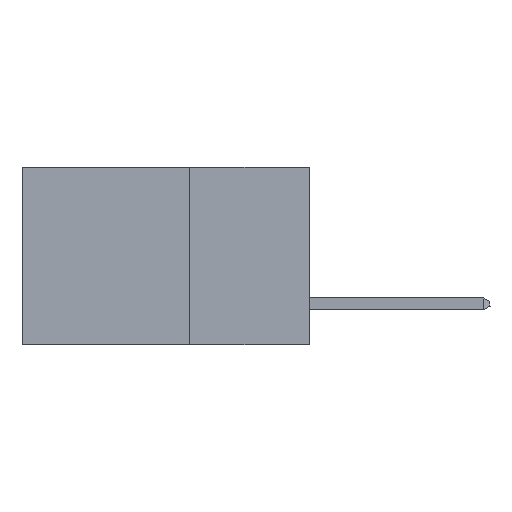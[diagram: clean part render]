
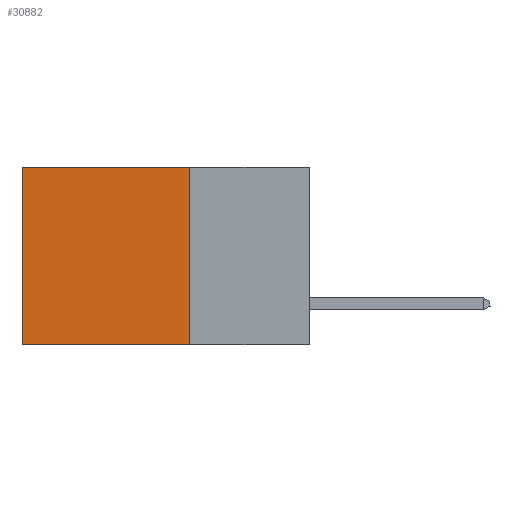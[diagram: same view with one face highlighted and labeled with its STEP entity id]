
A CAD part, left-side view. The second image highlights one B-rep face of the part: STEP entity #30882.
In plain terms, the highlighted planar face has unit normal (-1, 0, 0).
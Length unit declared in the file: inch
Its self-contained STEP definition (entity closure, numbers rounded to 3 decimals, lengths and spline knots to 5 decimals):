
#1170 = VERTEX_POINT ( 'NONE', #17537 ) ;
#5208 = CARTESIAN_POINT ( 'NONE',  ( 0.2875, 0.25, -0.37 ) ) ;
#5318 = VERTEX_POINT ( 'NONE', #13336 ) ;
#5869 = DIRECTION ( 'NONE',  ( 0., 0., -1. ) ) ;
#7478 = ORIENTED_EDGE ( 'NONE', *, *, #33046, .T. ) ;
#7710 = CARTESIAN_POINT ( 'NONE',  ( 0.2875, 0.25, 0. ) ) ;
#8299 = CARTESIAN_POINT ( 'NONE',  ( 0.2875, 0.25, 0. ) ) ;
#10281 = FACE_OUTER_BOUND ( 'NONE', #13030, .T. ) ;
#11474 = ORIENTED_EDGE ( 'NONE', *, *, #25185, .T. ) ;
#12596 = DIRECTION ( 'NONE',  ( 0., 1., 0. ) ) ;
#13030 = EDGE_LOOP ( 'NONE', ( #11474, #13608, #26469, #7478 ) ) ;
#13336 = CARTESIAN_POINT ( 'NONE',  ( 0.2875, 0.6, 0. ) ) ;
#13401 = DIRECTION ( 'NONE',  ( 0., 0., -1. ) ) ;
#13491 = VECTOR ( 'NONE', #18817, 39.37008 ) ;
#13608 = ORIENTED_EDGE ( 'NONE', *, *, #21682, .F. ) ;
#16393 = VECTOR ( 'NONE', #13401, 39.37008 ) ;
#16629 = VERTEX_POINT ( 'NONE', #8299 ) ;
#17537 = CARTESIAN_POINT ( 'NONE',  ( 0.2875, 0.6, -0.37 ) ) ;
#18574 = LINE ( 'NONE', #7710, #16393 ) ;
#18817 = DIRECTION ( 'NONE',  ( 0., 1., 0. ) ) ;
#20044 = LINE ( 'NONE', #35487, #13491 ) ;
#21682 = EDGE_CURVE ( 'NONE', #36045, #1170, #20044, .T. ) ;
#22932 = CARTESIAN_POINT ( 'NONE',  ( 0.2875, 0.6, 0. ) ) ;
#24110 = CARTESIAN_POINT ( 'NONE',  ( 0.2875, 0.25, 0. ) ) ;
#24938 = DIRECTION ( 'NONE',  ( 0., 0., -1. ) ) ;
#25185 = EDGE_CURVE ( 'NONE', #5318, #1170, #26041, .T. ) ;
#26041 = LINE ( 'NONE', #22932, #28695 ) ;
#26469 = ORIENTED_EDGE ( 'NONE', *, *, #33470, .F. ) ;
#28695 = VECTOR ( 'NONE', #5869, 39.37008 ) ;
#30073 = PLANE ( 'NONE',  #35118 ) ;
#30821 = LINE ( 'NONE', #24110, #35633 ) ;
#30882 = ADVANCED_FACE ( 'NONE', ( #10281 ), #30073, .F. ) ;
#32920 = DIRECTION ( 'NONE',  ( 1., 0., 0. ) ) ;
#33046 = EDGE_CURVE ( 'NONE', #16629, #5318, #30821, .T. ) ;
#33470 = EDGE_CURVE ( 'NONE', #16629, #36045, #18574, .T. ) ;
#35118 = AXIS2_PLACEMENT_3D ( 'NONE', #35774, #32920, #24938 ) ;
#35487 = CARTESIAN_POINT ( 'NONE',  ( 0.2875, 0.25, -0.37 ) ) ;
#35633 = VECTOR ( 'NONE', #12596, 39.37008 ) ;
#35774 = CARTESIAN_POINT ( 'NONE',  ( 0.2875, 0.25, 0. ) ) ;
#36045 = VERTEX_POINT ( 'NONE', #5208 ) ;
